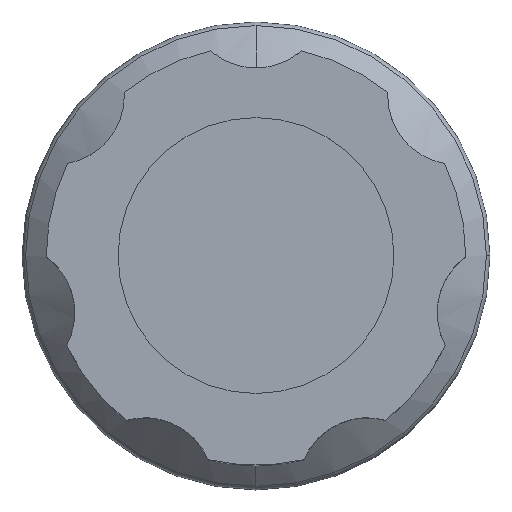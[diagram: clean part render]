
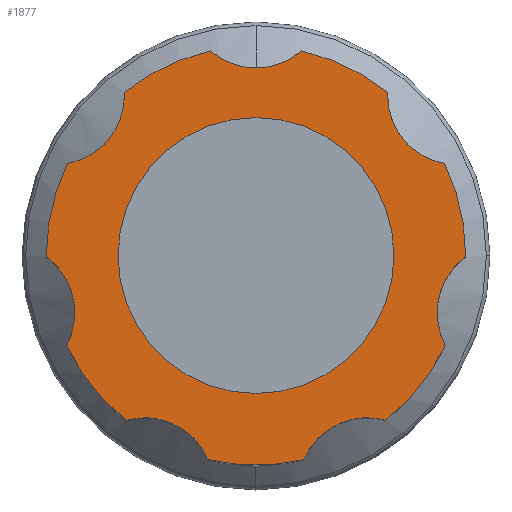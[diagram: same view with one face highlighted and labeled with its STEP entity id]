
A CAD part, top view. The second image highlights one B-rep face of the part: STEP entity #1877.
In plain terms, the highlighted planar face has unit normal (0, 0, 1).
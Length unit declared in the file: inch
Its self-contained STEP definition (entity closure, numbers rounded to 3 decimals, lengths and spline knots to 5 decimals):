
#519=CARTESIAN_POINT('',(0.475,0.,0.618));
#520=VERTEX_POINT('',#519);
#536=CARTESIAN_POINT('',(0.42674,0.20862,0.618));
#537=VERTEX_POINT('',#536);
#544=CARTESIAN_POINT('',(0.0,0.0,0.618));
#545=DIRECTION('',(0.0,0.0,-1.0));
#546=DIRECTION('',(1.0,0.0,0.0));
#547=AXIS2_PLACEMENT_3D('',#544,#545,#546);
#548=CIRCLE('',#547,0.475);
#549=EDGE_CURVE('',#537,#520,#548,.T.);
#559=CARTESIAN_POINT('',(-0.475,0.,0.618));
#560=VERTEX_POINT('',#559);
#569=CARTESIAN_POINT('',(-0.42674,0.20862,0.618));
#570=VERTEX_POINT('',#569);
#571=CARTESIAN_POINT('',(0.0,0.0,0.618));
#572=DIRECTION('',(0.0,0.0,-1.0));
#573=DIRECTION('',(1.0,0.0,0.0));
#574=AXIS2_PLACEMENT_3D('',#571,#572,#573);
#575=CIRCLE('',#574,0.475);
#576=EDGE_CURVE('',#560,#570,#575,.T.);
#601=CARTESIAN_POINT('',(-0.29818,0.36243,0.618));
#602=VERTEX_POINT('',#601);
#611=CARTESIAN_POINT('',(-0.29834,0.36962,0.618));
#612=VERTEX_POINT('',#611);
#613=CARTESIAN_POINT('',(-0.45448,0.36243,0.618));
#614=DIRECTION('',(0.0,0.0,-1.0));
#615=DIRECTION('',(1.0,0.0,0.0));
#616=AXIS2_PLACEMENT_3D('',#613,#614,#615);
#617=CIRCLE('',#616,0.1563);
#618=EDGE_CURVE('',#612,#602,#617,.T.);
#643=CARTESIAN_POINT('',(-0.41043,-0.12935,0.618));
#644=VERTEX_POINT('',#643);
#653=CARTESIAN_POINT('',(-0.47499,-0.0028,0.618));
#654=VERTEX_POINT('',#653);
#655=CARTESIAN_POINT('',(-0.56673,-0.12935,0.618));
#656=DIRECTION('',(0.0,0.0,-1.0));
#657=DIRECTION('',(1.0,0.0,0.0));
#658=AXIS2_PLACEMENT_3D('',#655,#656,#657);
#659=CIRCLE('',#658,0.1563);
#660=EDGE_CURVE('',#654,#644,#659,.T.);
#691=CARTESIAN_POINT('',(0.3125,0.0,0.618));
#692=VERTEX_POINT('',#691);
#701=CARTESIAN_POINT('',(-0.3125,0.,0.618));
#702=VERTEX_POINT('',#701);
#703=CARTESIAN_POINT('',(0.0,0.0,0.618));
#704=DIRECTION('',(0.0,0.0,-1.0));
#705=DIRECTION('',(1.0,0.0,0.0));
#706=AXIS2_PLACEMENT_3D('',#703,#704,#705);
#707=CIRCLE('',#706,0.3125);
#708=EDGE_CURVE('',#702,#692,#707,.T.);
#735=CARTESIAN_POINT('',(0.29818,0.36243,0.618));
#736=VERTEX_POINT('',#735);
#752=CARTESIAN_POINT('',(0.29834,0.36962,0.618));
#753=VERTEX_POINT('',#752);
#760=CARTESIAN_POINT('',(0.45448,0.36243,0.618));
#761=DIRECTION('',(0.0,0.0,-1.0));
#762=DIRECTION('',(1.0,0.0,0.0));
#763=AXIS2_PLACEMENT_3D('',#760,#761,#762);
#764=CIRCLE('',#763,0.1563);
#765=EDGE_CURVE('',#736,#753,#764,.T.);
#777=CARTESIAN_POINT('',(0.41043,-0.12935,0.618));
#778=VERTEX_POINT('',#777);
#800=CARTESIAN_POINT('',(0.47499,-0.0028,0.618));
#801=VERTEX_POINT('',#800);
#808=CARTESIAN_POINT('',(0.56673,-0.12935,0.618));
#809=DIRECTION('',(0.0,0.0,-1.0));
#810=DIRECTION('',(1.0,0.0,0.0));
#811=AXIS2_PLACEMENT_3D('',#808,#809,#810);
#812=CIRCLE('',#811,0.1563);
#813=EDGE_CURVE('',#778,#801,#812,.T.);
#1504=CARTESIAN_POINT('',(0.29396,-0.37311,0.618));
#1505=VERTEX_POINT('',#1504);
#1512=CARTESIAN_POINT('',(0.10843,-0.46246,0.618));
#1513=VERTEX_POINT('',#1512);
#1514=CARTESIAN_POINT('',(0.25222,-0.52373,0.618));
#1515=DIRECTION('',(0.0,0.0,-1.0));
#1516=DIRECTION('',(1.0,0.0,0.0));
#1517=AXIS2_PLACEMENT_3D('',#1514,#1515,#1516);
#1518=CIRCLE('',#1517,0.1563);
#1519=EDGE_CURVE('',#1513,#1505,#1518,.T.);
#1536=CARTESIAN_POINT('',(0.42917,-0.20357,0.618));
#1537=VERTEX_POINT('',#1536);
#1538=CARTESIAN_POINT('',(0.56673,-0.12935,0.618));
#1539=DIRECTION('',(0.0,0.0,-1.0));
#1540=DIRECTION('',(1.0,0.0,0.0));
#1541=AXIS2_PLACEMENT_3D('',#1538,#1539,#1540);
#1542=CIRCLE('',#1541,0.1563);
#1543=EDGE_CURVE('',#1537,#778,#1542,.T.);
#1561=CARTESIAN_POINT('',(0.45448,0.36243,0.618));
#1562=DIRECTION('',(0.0,0.0,-1.0));
#1563=DIRECTION('',(1.0,0.0,0.0));
#1564=AXIS2_PLACEMENT_3D('',#1561,#1562,#1563);
#1565=CIRCLE('',#1564,0.1563);
#1566=EDGE_CURVE('',#537,#736,#1565,.T.);
#1579=CARTESIAN_POINT('',(-0.10296,0.46371,0.618));
#1580=VERTEX_POINT('',#1579);
#1587=CARTESIAN_POINT('',(0.10296,0.46371,0.618));
#1588=VERTEX_POINT('',#1587);
#1589=CARTESIAN_POINT('',(0.0,0.5813,0.618));
#1590=DIRECTION('',(0.0,0.0,-1.0));
#1591=DIRECTION('',(1.0,0.0,0.0));
#1592=AXIS2_PLACEMENT_3D('',#1589,#1590,#1591);
#1593=CIRCLE('',#1592,0.1563);
#1594=EDGE_CURVE('',#1588,#1580,#1593,.T.);
#1634=CARTESIAN_POINT('',(0.0,0.0,0.618));
#1635=DIRECTION('',(0.0,0.0,-1.0));
#1636=DIRECTION('',(1.0,0.0,0.0));
#1637=AXIS2_PLACEMENT_3D('',#1634,#1635,#1636);
#1638=CIRCLE('',#1637,0.3125);
#1639=EDGE_CURVE('',#692,#702,#1638,.T.);
#1650=CARTESIAN_POINT('',(-0.10843,-0.46246,0.618));
#1651=VERTEX_POINT('',#1650);
#1658=CARTESIAN_POINT('',(-0.29396,-0.37311,0.618));
#1659=VERTEX_POINT('',#1658);
#1660=CARTESIAN_POINT('',(-0.25222,-0.52373,0.618));
#1661=DIRECTION('',(0.0,0.0,-1.0));
#1662=DIRECTION('',(1.0,0.0,0.0));
#1663=AXIS2_PLACEMENT_3D('',#1660,#1661,#1662);
#1664=CIRCLE('',#1663,0.1563);
#1665=EDGE_CURVE('',#1659,#1651,#1664,.T.);
#1683=CARTESIAN_POINT('',(-0.42917,-0.20357,0.618));
#1684=VERTEX_POINT('',#1683);
#1691=CARTESIAN_POINT('',(-0.56673,-0.12935,0.618));
#1692=DIRECTION('',(0.0,0.0,-1.0));
#1693=DIRECTION('',(1.0,0.0,0.0));
#1694=AXIS2_PLACEMENT_3D('',#1691,#1692,#1693);
#1695=CIRCLE('',#1694,0.1563);
#1696=EDGE_CURVE('',#644,#1684,#1695,.T.);
#1709=CARTESIAN_POINT('',(-0.45448,0.36243,0.618));
#1710=DIRECTION('',(0.0,0.0,-1.0));
#1711=DIRECTION('',(1.0,0.0,0.0));
#1712=AXIS2_PLACEMENT_3D('',#1709,#1710,#1711);
#1713=CIRCLE('',#1712,0.1563);
#1714=EDGE_CURVE('',#602,#570,#1713,.T.);
#1725=CARTESIAN_POINT('',(0.0,0.0,0.618));
#1726=DIRECTION('',(0.0,0.0,-1.0));
#1727=DIRECTION('',(1.0,0.0,0.0));
#1728=AXIS2_PLACEMENT_3D('',#1725,#1726,#1727);
#1729=CIRCLE('',#1728,0.475);
#1730=EDGE_CURVE('',#612,#1580,#1729,.T.);
#1745=CARTESIAN_POINT('',(0.0,0.0,0.618));
#1746=DIRECTION('',(0.0,0.0,-1.0));
#1747=DIRECTION('',(1.0,0.0,0.0));
#1748=AXIS2_PLACEMENT_3D('',#1745,#1746,#1747);
#1749=CIRCLE('',#1748,0.475);
#1750=EDGE_CURVE('',#654,#560,#1749,.T.);
#1761=CARTESIAN_POINT('',(0.0,0.0,0.618));
#1762=DIRECTION('',(0.0,0.0,-1.0));
#1763=DIRECTION('',(1.0,0.0,0.0));
#1764=AXIS2_PLACEMENT_3D('',#1761,#1762,#1763);
#1765=CIRCLE('',#1764,0.475);
#1766=EDGE_CURVE('',#1659,#1684,#1765,.T.);
#1779=CARTESIAN_POINT('',(0.0,0.0,0.618));
#1780=DIRECTION('',(0.0,0.0,-1.0));
#1781=DIRECTION('',(1.0,0.0,0.0));
#1782=AXIS2_PLACEMENT_3D('',#1779,#1780,#1781);
#1783=CIRCLE('',#1782,0.475);
#1784=EDGE_CURVE('',#1513,#1651,#1783,.T.);
#1798=CARTESIAN_POINT('',(0.0,0.0,0.618));
#1799=DIRECTION('',(0.0,0.0,-1.0));
#1800=DIRECTION('',(1.0,0.0,0.0));
#1801=AXIS2_PLACEMENT_3D('',#1798,#1799,#1800);
#1802=CIRCLE('',#1801,0.475);
#1803=EDGE_CURVE('',#1537,#1505,#1802,.T.);
#1816=CARTESIAN_POINT('',(0.0,0.0,0.618));
#1817=DIRECTION('',(0.0,0.0,-1.0));
#1818=DIRECTION('',(1.0,0.0,0.0));
#1819=AXIS2_PLACEMENT_3D('',#1816,#1817,#1818);
#1820=CIRCLE('',#1819,0.475);
#1821=EDGE_CURVE('',#520,#801,#1820,.T.);
#1836=CARTESIAN_POINT('',(0.0,0.0,0.618));
#1837=DIRECTION('',(0.0,0.0,-1.0));
#1838=DIRECTION('',(1.0,0.0,0.0));
#1839=AXIS2_PLACEMENT_3D('',#1836,#1837,#1838);
#1840=CIRCLE('',#1839,0.475);
#1841=EDGE_CURVE('',#1588,#753,#1840,.T.);
#1846=CARTESIAN_POINT('',(0.475,0.0,0.618));
#1847=DIRECTION('',(0.0,0.0,1.0));
#1848=DIRECTION('',(1.0,0.0,0.0));
#1849=AXIS2_PLACEMENT_3D('',#1846,#1847,#1848);
#1850=PLANE('',#1849);
#1851=ORIENTED_EDGE('',*,*,#1566,.T.);
#1852=ORIENTED_EDGE('',*,*,#765,.T.);
#1853=ORIENTED_EDGE('',*,*,#1841,.F.);
#1854=ORIENTED_EDGE('',*,*,#1594,.T.);
#1855=ORIENTED_EDGE('',*,*,#1730,.F.);
#1856=ORIENTED_EDGE('',*,*,#618,.T.);
#1857=ORIENTED_EDGE('',*,*,#1714,.T.);
#1858=ORIENTED_EDGE('',*,*,#576,.F.);
#1859=ORIENTED_EDGE('',*,*,#1750,.F.);
#1860=ORIENTED_EDGE('',*,*,#660,.T.);
#1861=ORIENTED_EDGE('',*,*,#1696,.T.);
#1862=ORIENTED_EDGE('',*,*,#1766,.F.);
#1863=ORIENTED_EDGE('',*,*,#1665,.T.);
#1864=ORIENTED_EDGE('',*,*,#1784,.F.);
#1865=ORIENTED_EDGE('',*,*,#1519,.T.);
#1866=ORIENTED_EDGE('',*,*,#1803,.F.);
#1867=ORIENTED_EDGE('',*,*,#1543,.T.);
#1868=ORIENTED_EDGE('',*,*,#813,.T.);
#1869=ORIENTED_EDGE('',*,*,#1821,.F.);
#1870=ORIENTED_EDGE('',*,*,#549,.F.);
#1871=EDGE_LOOP('',(#1851,#1852,#1853,#1854,#1855,#1856,#1857,#1858,#1859,#1860,#1861,#1862,#1863,#1864,#1865,#1866,#1867,#1868,#1869,#1870));
#1872=FACE_OUTER_BOUND('',#1871,.T.);
#1873=ORIENTED_EDGE('',*,*,#1639,.T.);
#1874=ORIENTED_EDGE('',*,*,#708,.T.);
#1875=EDGE_LOOP('',(#1873,#1874));
#1876=FACE_BOUND('',#1875,.T.);
#1877=ADVANCED_FACE('',(#1872,#1876),#1850,.T.);
